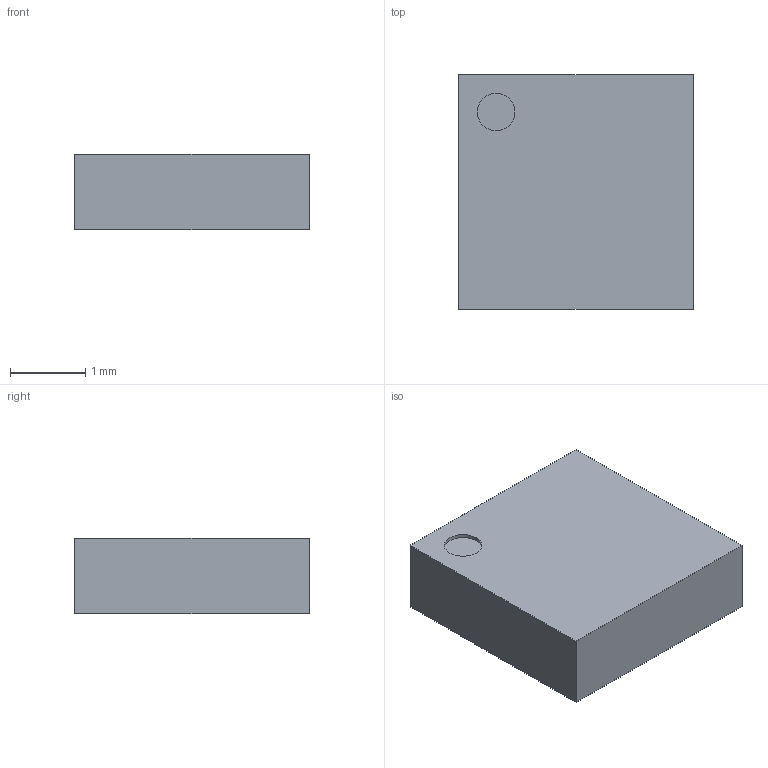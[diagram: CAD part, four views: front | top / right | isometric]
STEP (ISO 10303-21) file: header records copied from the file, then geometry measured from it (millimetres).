
FILE_DESCRIPTION((''),'2;1');
FILE_NAME('PQFN50P300X300X100-16N.stp','2015-07-13T19:18:05',(''),(''),'Mechanical Desktop 2011','Mechanical Desktop 2011',', , ');
FILE_SCHEMA(('AUTOMOTIVE_DESIGN { 1 2 10303 214 1 1 1 1 }'));
Length unit declared in the file: millimetre
Products named in the file (1): Product
Bounding box: 3.13 x 3.13 x 1 mm (x, y, z)
Volume: 10 mm3; surface area: 39.9 mm2
Topology: 17 solids, 17 shells, 105 faces, 210 edges, 140 vertices
Faces by surface type: bspline 54, plane 41, cylinder 10
Entity records: 2840 total; most frequent: CARTESIAN_POINT 730, ORIENTED_EDGE 420, DIRECTION 350, EDGE_CURVE 210, VECTOR 174, LINE 174, VERTEX_POINT 140, EDGE_LOOP 106
